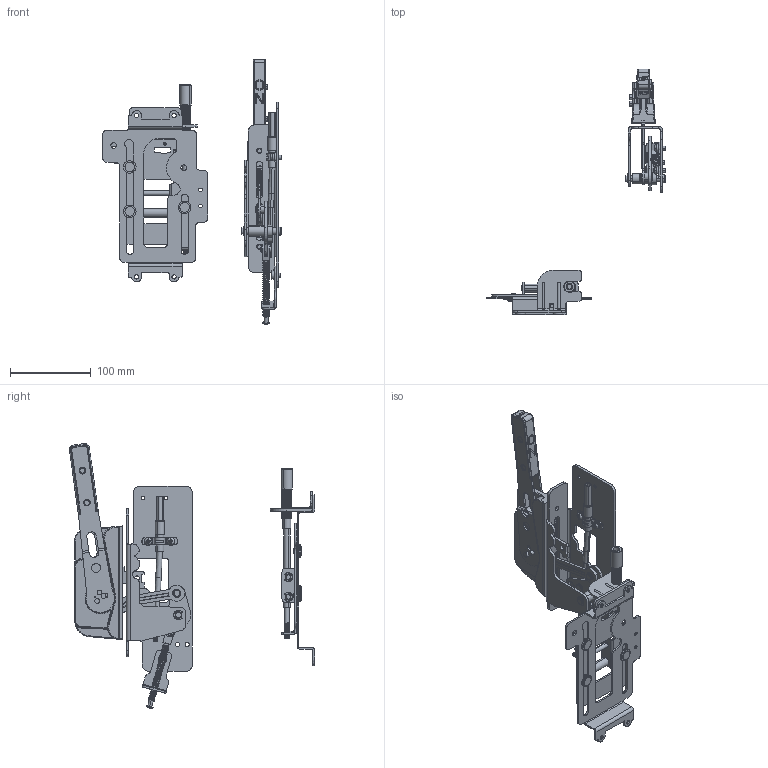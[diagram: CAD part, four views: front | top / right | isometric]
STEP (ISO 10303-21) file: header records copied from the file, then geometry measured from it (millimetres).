
FILE_DESCRIPTION(/* description */ (''),/* implementation_level */ '2;1');
FILE_NAME(/* name */ 'FILE_STP_CAD_DRAWING_3D_P5X195X2UL_prt.stp',/* time_stamp */ '2025-08-29T08:51:46+02:00',/* author */ (''),/* organization */ (''),/* preprocessor_version */ 'ST-DEVELOPER v20',/* originating_system */ 'SIEMENS PLM Software NX2406.8500',/* authorisation */ '');
FILE_SCHEMA (('AUTOMOTIVE_DESIGN { 1 0 10303 214 3 1 1 1 }'));
Products named in the file (1): 3D_P5X195X2UL
Bounding box: 221 x 304.29 x 328.58 mm (x, y, z)
Surface area: 225039.6 mm2 (no closed solid volume)
Topology: 0 solids, 131 shells, 1295 faces, 5108 edges, 3843 vertices
Faces by surface type: cylinder 652, plane 435, bspline 104, torus 52, cone 39, sphere 13
Entity records: 80034 total; most frequent: CARTESIAN_POINT 38193, ORIENTED_EDGE 8050, DIRECTION 7977, EDGE_CURVE 5095, VERTEX_POINT 3842, AXIS2_PLACEMENT_3D 2904, LINE 2169, VECTOR 2169
